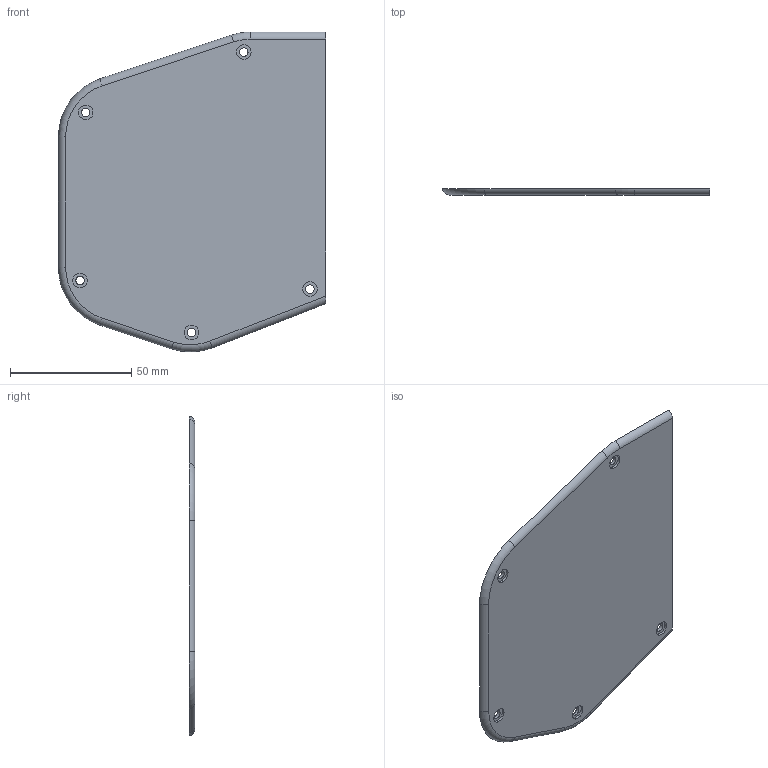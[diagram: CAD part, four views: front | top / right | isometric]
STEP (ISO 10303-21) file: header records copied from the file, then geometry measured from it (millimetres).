
FILE_DESCRIPTION(('HOOPS Exchange Step'),'2;1');
FILE_NAME('temp_export','2025-01-20T00:02:11-06:00',('campagne'),('Shapr3D Limited'),'HOOPS Exchange 2024.6','Shapr3D','Authorized');
FILE_SCHEMA( ('AP242_MANAGED_MODEL_BASED_3D_ENGINEERING_MIM_LF {1 0 10303 442 1 1 4 }') );
Length unit declared in the file: millimetre
Products named in the file (3): Default; Rana_Mini_Bottom_Left.step; root
Assembly tree (2 placements, depth 3):
  root
    Rana_Mini_Bottom_Left.step
      Default
Bounding box: 110 x 2.4 x 131.76 mm (x, y, z)
Volume: 29259.6 mm3; surface area: 25714.1 mm2
Topology: 1 solids, 1 shells, 28 faces, 63 edges, 42 vertices
Faces by surface type: cylinder 15, plane 9, torus 4
Full cylindrical faces by diameter (mm): 3.5 x5, 6 x5
Entity records: 912 total; most frequent: DIRECTION 170, CARTESIAN_POINT 139, ORIENTED_EDGE 126, AXIS2_PLACEMENT_3D 73, EDGE_CURVE 63, EDGE_LOOP 43, FACE_BOUND 43, VERTEX_POINT 42
